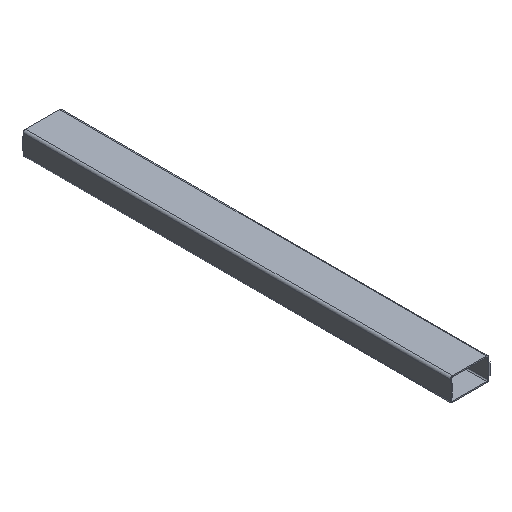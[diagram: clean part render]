
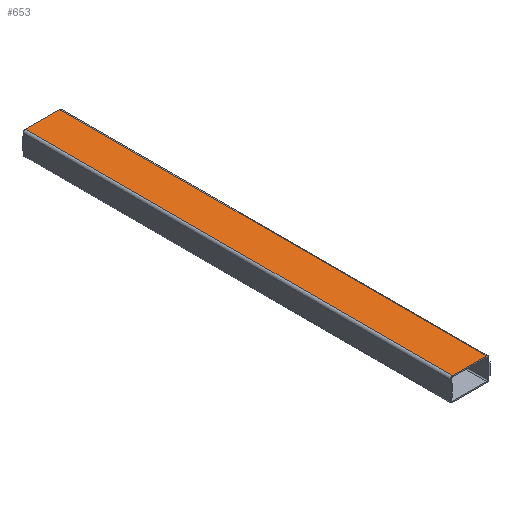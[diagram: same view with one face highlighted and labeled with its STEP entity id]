
A CAD part, isometric view. The second image highlights one B-rep face of the part: STEP entity #653.
In plain terms, the highlighted planar face has unit normal (0, 0, 1).
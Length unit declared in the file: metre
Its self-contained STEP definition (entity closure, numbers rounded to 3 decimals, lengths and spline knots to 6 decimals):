
#120=ORIENTED_EDGE('',*,*,#245,.F.);
#121=ORIENTED_EDGE('',*,*,#296,.F.);
#122=ORIENTED_EDGE('',*,*,#252,.T.);
#123=ORIENTED_EDGE('',*,*,#295,.T.);
#245=EDGE_CURVE('',#341,#342,#402,.T.);
#252=EDGE_CURVE('',#349,#348,#407,.T.);
#295=EDGE_CURVE('',#348,#342,#441,.T.);
#296=EDGE_CURVE('',#349,#341,#442,.T.);
#341=VERTEX_POINT('',#935);
#342=VERTEX_POINT('',#937);
#348=VERTEX_POINT('',#950);
#349=VERTEX_POINT('',#952);
#402=LINE('',#936,#482);
#407=LINE('',#951,#487);
#441=LINE('',#1034,#521);
#442=LINE('',#1036,#522);
#482=VECTOR('',#753,1.);
#487=VECTOR('',#764,1.);
#521=VECTOR('',#830,1.);
#522=VECTOR('',#833,1.);
#565=EDGE_LOOP('',(#120,#121,#122,#123));
#597=FACE_BOUND('',#565,.T.);
#626=PLANE('',#712);
#653=ADVANCED_FACE('',(#597),#626,.T.);
#712=AXIS2_PLACEMENT_3D('',#1035,#831,#832);
#753=DIRECTION('',(1.,0.,0.));
#764=DIRECTION('',(1.,0.,0.));
#830=DIRECTION('',(0.,1.,0.));
#831=DIRECTION('',(0.,0.,1.));
#832=DIRECTION('',(1.,0.,0.));
#833=DIRECTION('',(0.,1.,0.));
#935=CARTESIAN_POINT('',(0.006,0.,0.06));
#936=CARTESIAN_POINT('',(0.05,0.,0.06));
#937=CARTESIAN_POINT('',(0.094,0.,0.06));
#950=CARTESIAN_POINT('',(0.094,-1.1,0.06));
#951=CARTESIAN_POINT('',(0.05,-1.1,0.06));
#952=CARTESIAN_POINT('',(0.006,-1.1,0.06));
#1034=CARTESIAN_POINT('',(0.094,-1.1,0.06));
#1035=CARTESIAN_POINT('',(0.05,-1.1,0.06));
#1036=CARTESIAN_POINT('',(0.006,-1.1,0.06));
